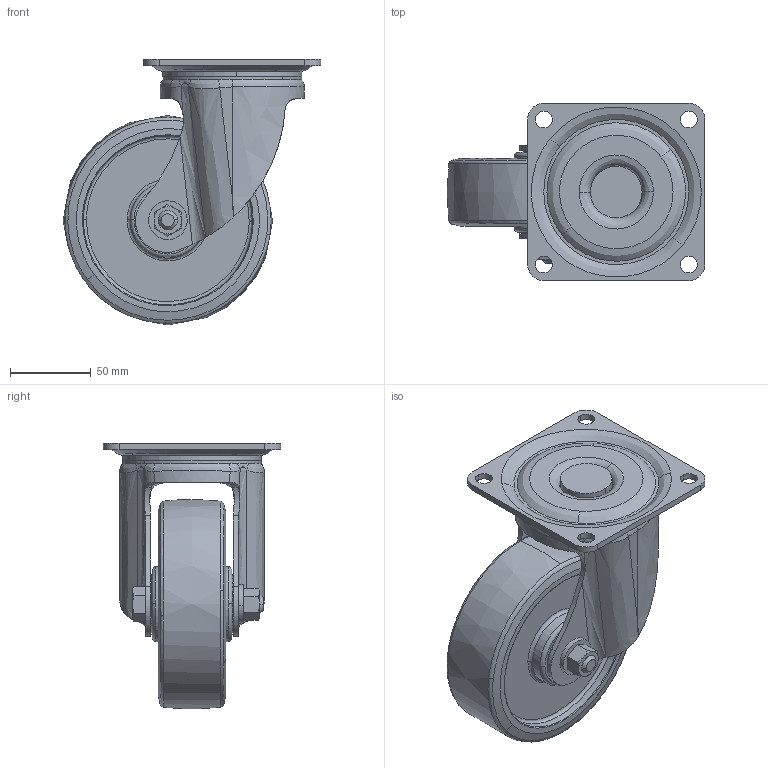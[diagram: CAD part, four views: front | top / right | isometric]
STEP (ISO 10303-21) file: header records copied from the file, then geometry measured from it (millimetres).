
FILE_DESCRIPTION((''),'2;1');
FILE_NAME('','2009-03-19T14:32:27',(''),(''),'','CADfix','');
FILE_SCHEMA(('AUTOMOTIVE_DESIGN { 1 0 10303 214 1 1 1 1 }'));
Length unit declared in the file: millimetre
Bounding box: 160 x 110 x 164.99 mm (x, y, z)
Volume: 653901.4 mm3; surface area: 130344.7 mm2
Topology: 5 solids, 5 shells, 250 faces, 742 edges, 521 vertices
Faces by surface type: bspline 250
Entity records: 13526 total; most frequent: CARTESIAN_POINT 9499, ORIENTED_EDGE 1480, EDGE_CURVE 740, VERTEX_POINT 521, EDGE_LOOP 289, FACE_OUTER_BOUND 250, ADVANCED_FACE 250, QUASI_UNIFORM_CURVE 179
